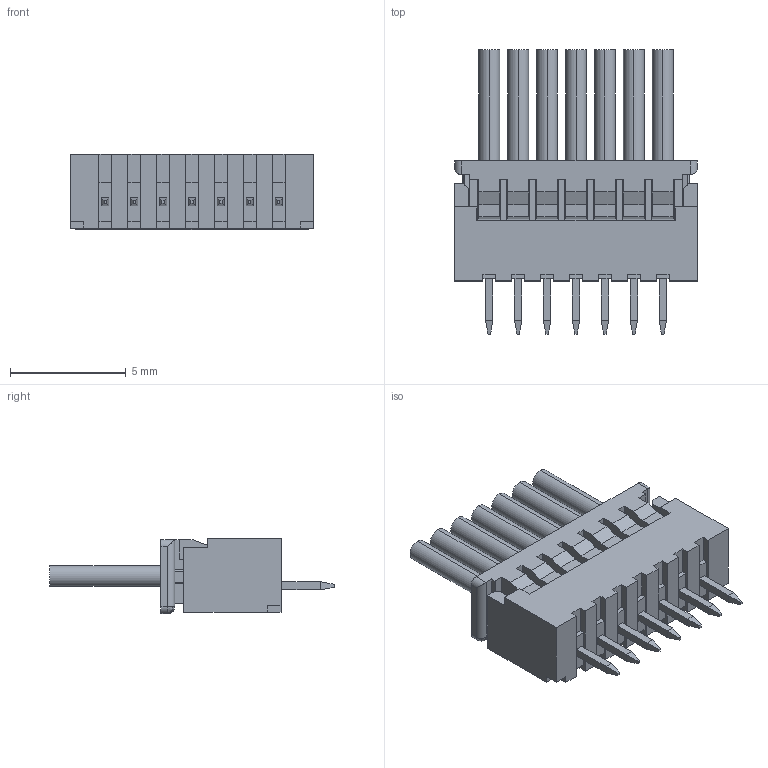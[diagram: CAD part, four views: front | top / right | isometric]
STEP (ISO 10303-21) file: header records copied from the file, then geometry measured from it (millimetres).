
FILE_DESCRIPTION (( 'STEP AP214' ), '1' );
FILE_NAME ('ASM, Molex Picoblade, mated pair, 1x7.STEP', '2019-10-30T06:19:37', ( '' ), ( '' ), 'SwSTEP 2.0', 'SolidWorks 2017', '' );
FILE_SCHEMA (( 'AUTOMOTIVE_DESIGN' ));
Length unit declared in the file: millimetre
Products named in the file (3): Molex, PicoBlade, PCB box header, 1x7, 530470710; Molex, PicoBlade, Wire side, 1x7,510210700; ASM, Molex Picoblade, mated pair, 1x7
Assembly tree (2 placements, depth 2):
  ASM, Molex Picoblade, mated pair, 1x7
    Molex, PicoBlade, PCB box header, 1x7, 530470710
    Molex, PicoBlade, Wire side, 1x7,510210700
Bounding box: 10.5 x 12.3 x 3.25 mm (x, y, z)
Volume: 176.5 mm3; surface area: 603.3 mm2
Topology: 2 solids, 2 shells, 621 faces, 1627 edges, 1036 vertices
Faces by surface type: plane 584, cylinder 33, bspline 4
Entity records: 18689 total; most frequent: CARTESIAN_POINT 3387, ORIENTED_EDGE 3246, DIRECTION 2907, EDGE_CURVE 1623, LINE 1555, VECTOR 1555, VERTEX_POINT 1036, AXIS2_PLACEMENT_3D 676
